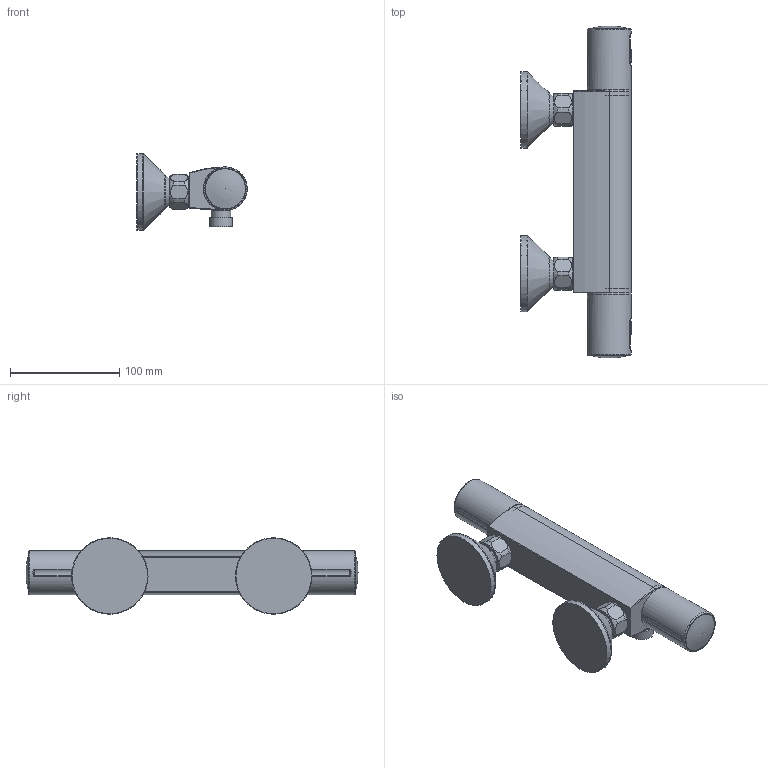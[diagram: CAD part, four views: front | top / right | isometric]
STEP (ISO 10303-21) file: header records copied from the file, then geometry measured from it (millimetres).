
FILE_DESCRIPTION(/* description */ ('Unknown'),/* implementation_level */ '2;1');
FILE_NAME(/* name */ '34594000',/* time_stamp */ '2022-09-01T04:33:11+02:00',/* author */ ('Unknown'),/* organization */ ('GROHE AG'),/* preprocessor_version */ 'ST-DEVELOPER v16.7',/* originating_system */ 'DEX',/* authorisation */ $);
FILE_SCHEMA (('AUTOMOTIVE_DESIGN {1 0 10303 214 3 1 1}'));
Length unit declared in the file: millimetre
Products named in the file (15): 34594000; 34594000_0; 34594000_1; 34594000_2; 34594000_3; 34594000_4; 34594000_5; 65507038_GEH_THM_BR__SHOWER_01183804; 34594000_6; rail_sur; A4285913_DIY_THM_Griff_Body_090831; 34594000_7; rail_sur_0; A4285913_DIY_THM_Griff_Body_090831_0
Assembly tree (14 placements, depth 2):
  34594000
    34594000
    34594000_0
    34594000_1
    34594000_2
    34594000_3
    34594000_4
    34594000_5
    65507038_GEH_THM_BR__SHOWER_01183804
    34594000_6
    rail_sur
    A4285913_DIY_THM_Griff_Body_090831
    34594000_7
    rail_sur_0
    A4285913_DIY_THM_Griff_Body_090831_0
Bounding box: 101 x 303.85 x 70 mm (x, y, z)
Volume: 549781.2 mm3; surface area: 116127.4 mm2
Topology: 14 solids, 16 shells, 883 faces, 2147 edges, 1270 vertices
Faces by surface type: bspline 324, cylinder 223, plane 142, torus 128, sphere 34, cone 32
Full cylindrical faces by diameter (mm): 2 x2, 4 x2, 12.538 x2, 13.5 x1, 15 x1, 18 x1, 20.96 x1, 21 x1, 25 x2, 28 x2, 36.6 x2, 40 x4, 69.2 x2, 70 x2
Entity records: 37847 total; most frequent: CARTESIAN_POINT 17316, ORIENTED_EDGE 4040, DIRECTION 3140, EDGE_CURVE 2020, AXIS2_PLACEMENT_3D 1380, VERTEX_POINT 1244, FACE_BOUND 962, EDGE_LOOP 958
